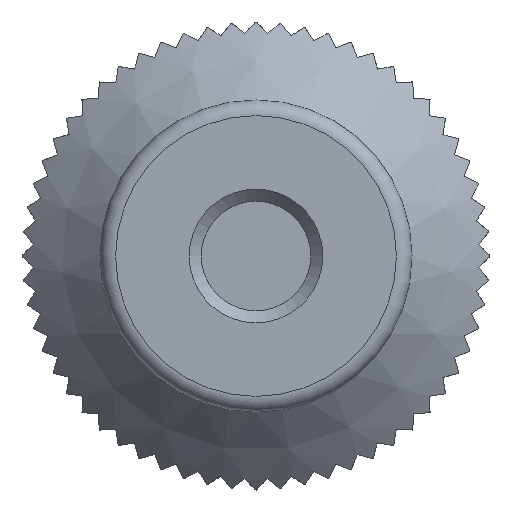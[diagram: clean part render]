
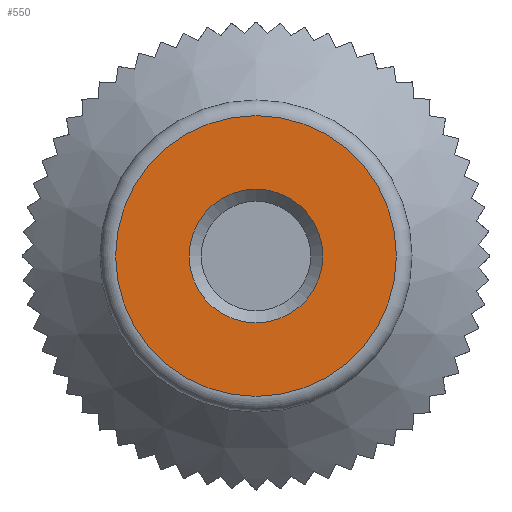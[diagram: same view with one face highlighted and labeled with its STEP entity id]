
A CAD part, front view. The second image highlights one B-rep face of the part: STEP entity #550.
In plain terms, the highlighted planar face has unit normal (0, -1, 0).
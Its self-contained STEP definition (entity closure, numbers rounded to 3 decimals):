
#550 = ADVANCED_FACE( '', ( #1152, #1153 ), #1154, .F. );
#1152 = FACE_BOUND( '', #1805, .T. );
#1153 = FACE_OUTER_BOUND( '', #1806, .T. );
#1154 = PLANE( '', #1807 );
#1805 = EDGE_LOOP( '', ( #3582 ) );
#1806 = EDGE_LOOP( '', ( #3583 ) );
#1807 = AXIS2_PLACEMENT_3D( '', #3584, #3585, #3586 );
#3582 = ORIENTED_EDGE( '', *, *, #4725, .F. );
#3583 = ORIENTED_EDGE( '', *, *, #4726, .T. );
#3584 = CARTESIAN_POINT( '', ( 6.3, 0., 0. ) );
#3585 = DIRECTION( '', ( 0., 1., 0. ) );
#3586 = DIRECTION( '', ( 0., 0., 1. ) );
#4725 = EDGE_CURVE( '', #5919, #5919, #5920, .T. );
#4726 = EDGE_CURVE( '', #5921, #5921, #5922, .T. );
#5919 = VERTEX_POINT( '', #8496 );
#5920 = CIRCLE( '', #8497, 3. );
#5921 = VERTEX_POINT( '', #8498 );
#5922 = CIRCLE( '', #8499, 6.3 );
#8496 = CARTESIAN_POINT( '', ( 0., 0., -3. ) );
#8497 = AXIS2_PLACEMENT_3D( '', #9202, #9203, #9204 );
#8498 = CARTESIAN_POINT( '', ( 0., 0., -6.3 ) );
#8499 = AXIS2_PLACEMENT_3D( '', #9205, #9206, #9207 );
#9202 = CARTESIAN_POINT( '', ( 0., 0., 0. ) );
#9203 = DIRECTION( '', ( 0., -1., 0. ) );
#9204 = DIRECTION( '', ( 0., 0., -1. ) );
#9205 = CARTESIAN_POINT( '', ( 0., 0., 0. ) );
#9206 = DIRECTION( '', ( 0., -1., 0. ) );
#9207 = DIRECTION( '', ( 0., 0., -1. ) );
